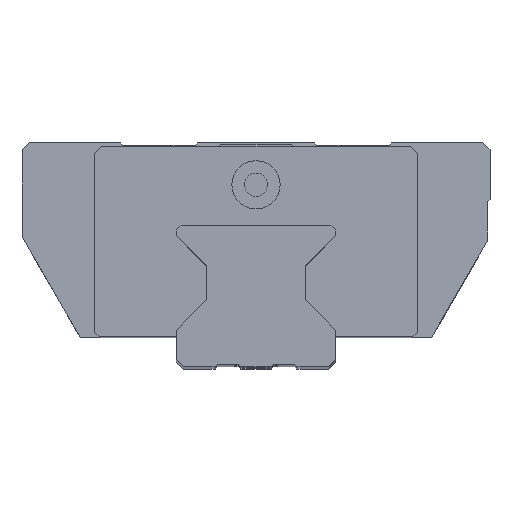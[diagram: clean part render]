
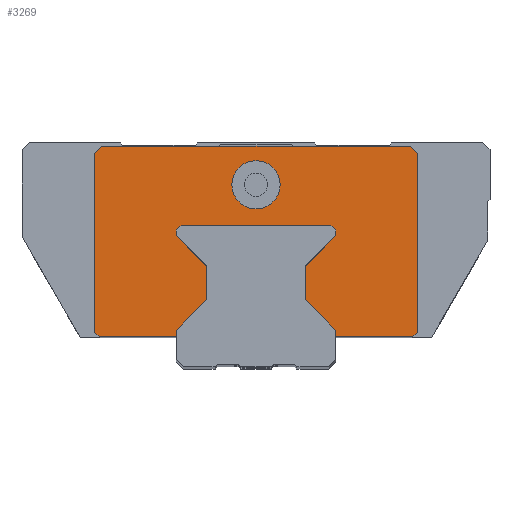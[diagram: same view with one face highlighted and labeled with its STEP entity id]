
A CAD part, top view. The second image highlights one B-rep face of the part: STEP entity #3269.
In plain terms, the highlighted planar face has unit normal (0, 0, 1).
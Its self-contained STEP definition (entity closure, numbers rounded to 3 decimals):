
#393=DIRECTION('',(-1.,0.,0.));
#394=VECTOR('',#393,66.);
#395=CARTESIAN_POINT('',(33.,47.2,62.));
#396=LINE('',#395,#394);
#883=DIRECTION('',(-0.707,0.707,0.));
#884=VECTOR('',#883,2.121);
#885=CARTESIAN_POINT('',(34.5,45.7,62.));
#886=LINE('',#885,#884);
#887=DIRECTION('',(0.,1.,0.));
#888=VECTOR('',#887,38.2);
#889=CARTESIAN_POINT('',(34.5,7.5,62.));
#890=LINE('',#889,#888);
#891=DIRECTION('',(0.707,0.707,0.));
#892=VECTOR('',#891,1.414);
#893=CARTESIAN_POINT('',(33.5,6.5,62.));
#894=LINE('',#893,#892);
#895=DIRECTION('',(1.,0.,0.));
#896=VECTOR('',#895,16.5);
#897=CARTESIAN_POINT('',(17.,6.5,62.));
#898=LINE('',#897,#896);
#899=DIRECTION('',(0.,-1.,0.));
#900=VECTOR('',#899,1.31);
#901=CARTESIAN_POINT('',(17.,7.81,62.));
#902=LINE('',#901,#900);
#903=DIRECTION('',(0.707,-0.707,0.));
#904=VECTOR('',#903,9.192);
#905=CARTESIAN_POINT('',(10.5,14.31,62.));
#906=LINE('',#905,#904);
#907=DIRECTION('',(0.,-1.,0.));
#908=VECTOR('',#907,7.29);
#909=CARTESIAN_POINT('',(10.5,21.6,62.));
#910=LINE('',#909,#908);
#911=DIRECTION('',(-0.707,-0.707,0.));
#912=VECTOR('',#911,9.192);
#913=CARTESIAN_POINT('',(17.,28.1,62.));
#914=LINE('',#913,#912);
#915=DIRECTION('',(0.,-1.,0.));
#916=VECTOR('',#915,1.1);
#917=CARTESIAN_POINT('',(17.,29.2,62.));
#918=LINE('',#917,#916);
#919=DIRECTION('',(0.707,-0.707,0.));
#920=VECTOR('',#919,1.414);
#921=CARTESIAN_POINT('',(16.,30.2,62.));
#922=LINE('',#921,#920);
#923=DIRECTION('',(1.,0.,0.));
#924=VECTOR('',#923,32.);
#925=CARTESIAN_POINT('',(-16.,30.2,62.));
#926=LINE('',#925,#924);
#927=DIRECTION('',(0.707,0.707,0.));
#928=VECTOR('',#927,1.414);
#929=CARTESIAN_POINT('',(-17.,29.2,62.));
#930=LINE('',#929,#928);
#931=DIRECTION('',(0.,1.,0.));
#932=VECTOR('',#931,1.1);
#933=CARTESIAN_POINT('',(-17.,28.1,62.));
#934=LINE('',#933,#932);
#935=DIRECTION('',(-0.707,0.707,0.));
#936=VECTOR('',#935,9.192);
#937=CARTESIAN_POINT('',(-10.5,21.6,62.));
#938=LINE('',#937,#936);
#939=DIRECTION('',(0.,1.,0.));
#940=VECTOR('',#939,7.29);
#941=CARTESIAN_POINT('',(-10.5,14.31,62.));
#942=LINE('',#941,#940);
#943=DIRECTION('',(0.707,0.707,0.));
#944=VECTOR('',#943,9.192);
#945=CARTESIAN_POINT('',(-17.,7.81,62.));
#946=LINE('',#945,#944);
#947=DIRECTION('',(0.,1.,0.));
#948=VECTOR('',#947,1.31);
#949=CARTESIAN_POINT('',(-17.,6.5,62.));
#950=LINE('',#949,#948);
#951=DIRECTION('',(1.,0.,0.));
#952=VECTOR('',#951,16.5);
#953=CARTESIAN_POINT('',(-33.5,6.5,62.));
#954=LINE('',#953,#952);
#955=DIRECTION('',(0.707,-0.707,0.));
#956=VECTOR('',#955,1.414);
#957=CARTESIAN_POINT('',(-34.5,7.5,62.));
#958=LINE('',#957,#956);
#959=DIRECTION('',(0.,-1.,0.));
#960=VECTOR('',#959,38.2);
#961=CARTESIAN_POINT('',(-34.5,45.7,62.));
#962=LINE('',#961,#960);
#963=DIRECTION('',(-0.707,-0.707,0.));
#964=VECTOR('',#963,2.121);
#965=CARTESIAN_POINT('',(-33.,47.2,62.));
#966=LINE('',#965,#964);
#967=CARTESIAN_POINT('',(0.,39.,62.));
#968=DIRECTION('',(0.,0.,1.));
#969=DIRECTION('',(1.,0.,0.));
#970=AXIS2_PLACEMENT_3D('',#967,#968,#969);
#972=CARTESIAN_POINT('',(0.,39.,62.));
#973=DIRECTION('',(0.,0.,1.));
#974=DIRECTION('',(-1.,0.,0.));
#975=AXIS2_PLACEMENT_3D('',#972,#973,#974);
#1785=CARTESIAN_POINT('',(34.5,7.5,62.));
#1786=CARTESIAN_POINT('',(34.5,45.7,62.));
#1787=VERTEX_POINT('',#1785);
#1788=VERTEX_POINT('',#1786);
#1789=CARTESIAN_POINT('',(33.,47.2,62.));
#1790=VERTEX_POINT('',#1789);
#1791=CARTESIAN_POINT('',(-33.,47.2,62.));
#1792=CARTESIAN_POINT('',(-34.5,45.7,62.));
#1793=VERTEX_POINT('',#1791);
#1794=VERTEX_POINT('',#1792);
#1795=CARTESIAN_POINT('',(-34.5,7.5,62.));
#1796=VERTEX_POINT('',#1795);
#1797=CARTESIAN_POINT('',(-33.5,6.5,62.));
#1798=VERTEX_POINT('',#1797);
#1799=CARTESIAN_POINT('',(-17.,6.5,62.));
#1800=VERTEX_POINT('',#1799);
#1801=CARTESIAN_POINT('',(-17.,7.81,62.));
#1802=VERTEX_POINT('',#1801);
#1803=CARTESIAN_POINT('',(-10.5,14.31,62.));
#1804=VERTEX_POINT('',#1803);
#1805=CARTESIAN_POINT('',(-10.5,21.6,62.));
#1806=VERTEX_POINT('',#1805);
#1807=CARTESIAN_POINT('',(-17.,28.1,62.));
#1808=VERTEX_POINT('',#1807);
#1809=CARTESIAN_POINT('',(-17.,29.2,62.));
#1810=VERTEX_POINT('',#1809);
#1811=CARTESIAN_POINT('',(-16.,30.2,62.));
#1812=VERTEX_POINT('',#1811);
#1813=CARTESIAN_POINT('',(16.,30.2,62.));
#1814=VERTEX_POINT('',#1813);
#1815=CARTESIAN_POINT('',(17.,29.2,62.));
#1816=VERTEX_POINT('',#1815);
#1817=CARTESIAN_POINT('',(17.,28.1,62.));
#1818=VERTEX_POINT('',#1817);
#1819=CARTESIAN_POINT('',(10.5,21.6,62.));
#1820=VERTEX_POINT('',#1819);
#1821=CARTESIAN_POINT('',(10.5,14.31,62.));
#1822=VERTEX_POINT('',#1821);
#1823=CARTESIAN_POINT('',(17.,7.81,62.));
#1824=VERTEX_POINT('',#1823);
#1825=CARTESIAN_POINT('',(17.,6.5,62.));
#1826=VERTEX_POINT('',#1825);
#1827=CARTESIAN_POINT('',(33.5,6.5,62.));
#1828=VERTEX_POINT('',#1827);
#2065=CARTESIAN_POINT('',(5.15,39.,62.));
#2066=CARTESIAN_POINT('',(-5.15,39.,62.));
#2067=VERTEX_POINT('',#2065);
#2068=VERTEX_POINT('',#2066);
#3221=CARTESIAN_POINT('',(0.,0.,62.));
#3222=DIRECTION('',(0.,0.,1.));
#3223=DIRECTION('',(1.,0.,0.));
#3224=AXIS2_PLACEMENT_3D('',#3221,#3222,#3223);
#3225=PLANE('',#3224);
#3226=ORIENTED_EDGE('',*,*,#2561,.F.);
#3227=ORIENTED_EDGE('',*,*,#2649,.F.);
#3228=ORIENTED_EDGE('',*,*,#3209,.F.);
#3229=ORIENTED_EDGE('',*,*,#3177,.F.);
#3230=ORIENTED_EDGE('',*,*,#3145,.F.);
#3232=ORIENTED_EDGE('',*,*,#3231,.F.);
#3234=ORIENTED_EDGE('',*,*,#3233,.F.);
#3236=ORIENTED_EDGE('',*,*,#3235,.F.);
#3238=ORIENTED_EDGE('',*,*,#3237,.F.);
#3240=ORIENTED_EDGE('',*,*,#3239,.F.);
#3242=ORIENTED_EDGE('',*,*,#3241,.F.);
#3244=ORIENTED_EDGE('',*,*,#3243,.F.);
#3246=ORIENTED_EDGE('',*,*,#3245,.F.);
#3248=ORIENTED_EDGE('',*,*,#3247,.F.);
#3250=ORIENTED_EDGE('',*,*,#3249,.F.);
#3252=ORIENTED_EDGE('',*,*,#3251,.F.);
#3254=ORIENTED_EDGE('',*,*,#3253,.F.);
#3256=ORIENTED_EDGE('',*,*,#3255,.F.);
#3257=ORIENTED_EDGE('',*,*,#2819,.F.);
#3258=ORIENTED_EDGE('',*,*,#2797,.F.);
#3259=ORIENTED_EDGE('',*,*,#2764,.F.);
#3260=ORIENTED_EDGE('',*,*,#2731,.F.);
#3261=EDGE_LOOP('',(#3226,#3227,#3228,#3229,#3230,#3232,#3234,#3236,#3238,#3240,
#3242,#3244,#3246,#3248,#3250,#3252,#3254,#3256,#3257,#3258,#3259,#3260));
#3262=FACE_OUTER_BOUND('',#3261,.F.);
#3264=ORIENTED_EDGE('',*,*,#3263,.T.);
#3266=ORIENTED_EDGE('',*,*,#3265,.T.);
#3267=EDGE_LOOP('',(#3264,#3266));
#3268=FACE_BOUND('',#3267,.F.);
#3269=ADVANCED_FACE('',(#3262,#3268),#3225,.T.);
#971=CIRCLE('',#970,5.15);
#976=CIRCLE('',#975,5.15);
#2561=EDGE_CURVE('',#1790,#1793,#396,.T.);
#2649=EDGE_CURVE('',#1788,#1790,#886,.T.);
#2731=EDGE_CURVE('',#1793,#1794,#966,.T.);
#2764=EDGE_CURVE('',#1794,#1796,#962,.T.);
#2797=EDGE_CURVE('',#1796,#1798,#958,.T.);
#2819=EDGE_CURVE('',#1798,#1800,#954,.T.);
#3145=EDGE_CURVE('',#1826,#1828,#898,.T.);
#3177=EDGE_CURVE('',#1828,#1787,#894,.T.);
#3209=EDGE_CURVE('',#1787,#1788,#890,.T.);
#3231=EDGE_CURVE('',#1824,#1826,#902,.T.);
#3233=EDGE_CURVE('',#1822,#1824,#906,.T.);
#3235=EDGE_CURVE('',#1820,#1822,#910,.T.);
#3237=EDGE_CURVE('',#1818,#1820,#914,.T.);
#3239=EDGE_CURVE('',#1816,#1818,#918,.T.);
#3241=EDGE_CURVE('',#1814,#1816,#922,.T.);
#3243=EDGE_CURVE('',#1812,#1814,#926,.T.);
#3245=EDGE_CURVE('',#1810,#1812,#930,.T.);
#3247=EDGE_CURVE('',#1808,#1810,#934,.T.);
#3249=EDGE_CURVE('',#1806,#1808,#938,.T.);
#3251=EDGE_CURVE('',#1804,#1806,#942,.T.);
#3253=EDGE_CURVE('',#1802,#1804,#946,.T.);
#3255=EDGE_CURVE('',#1800,#1802,#950,.T.);
#3263=EDGE_CURVE('',#2067,#2068,#971,.T.);
#3265=EDGE_CURVE('',#2068,#2067,#976,.T.);
